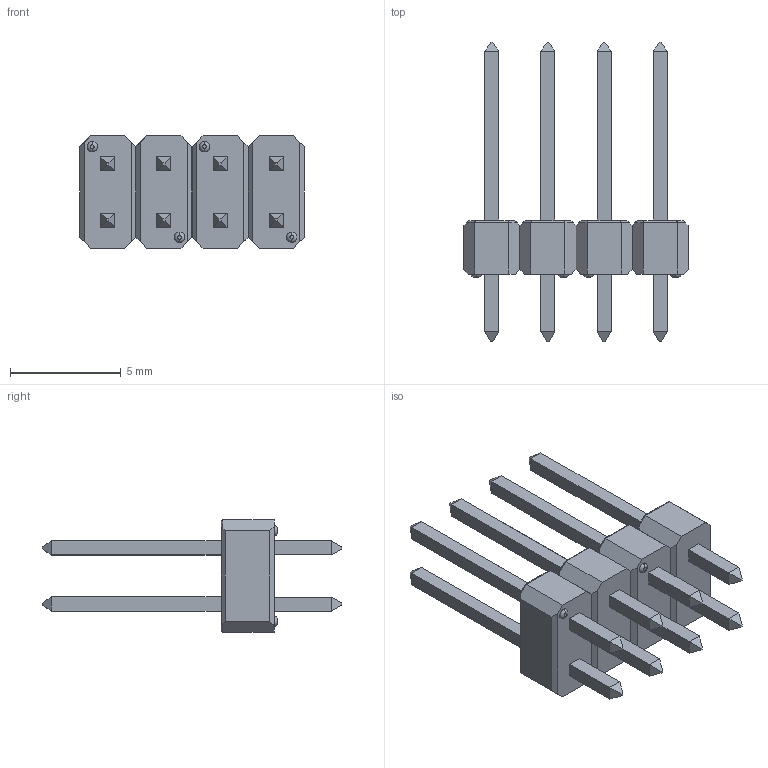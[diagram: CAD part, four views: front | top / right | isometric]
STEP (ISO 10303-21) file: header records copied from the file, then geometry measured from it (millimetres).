
FILE_DESCRIPTION (( 'STEP AP214' ), '1' );
FILE_NAME ('PBC04DFAN.STEP', '2018-02-06T20:47:50', ( '' ), ( '' ), 'SwSTEP 2.0', 'SolidWorks 2014', '' );
FILE_SCHEMA (( 'AUTOMOTIVE_DESIGN' ));
Length unit declared in the file: millimetre
Products named in the file (2): Dual TH withbump format; PBC04DFAN
Assembly tree (4 placements, depth 2):
  PBC04DFAN
    Dual TH withbump format  x4
Bounding box: 10.16 x 13.53 x 5.08 mm (x, y, z)
Volume: 152.5 mm3; surface area: 454.5 mm2
Topology: 20 solids, 20 shells, 260 faces, 568 edges, 352 vertices
Faces by surface type: plane 220, cylinder 32, torus 8
Entity records: 1980 total; most frequent: CARTESIAN_POINT 338, ORIENTED_EDGE 284, DIRECTION 280, EDGE_CURVE 142, VECTOR 124, LINE 124, VERTEX_POINT 88, AXIS2_PLACEMENT_3D 78
